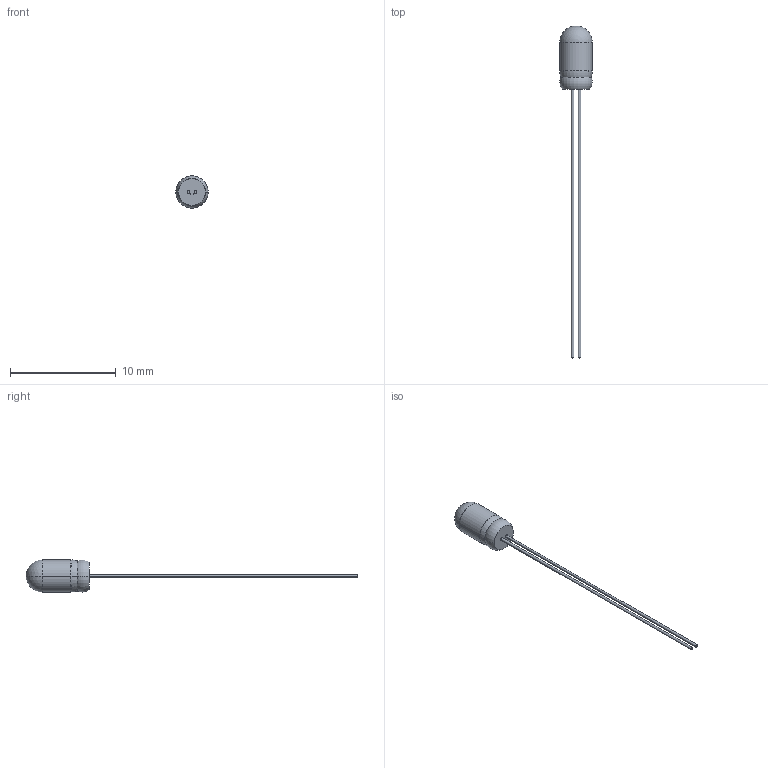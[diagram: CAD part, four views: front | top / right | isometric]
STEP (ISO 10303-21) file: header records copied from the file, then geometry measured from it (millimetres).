
FILE_DESCRIPTION (( 'STEP AP203' ), '1' );
FILE_NAME ('7219.STEP', '2017-09-12T17:05:53', ( '' ), ( '' ), 'SwSTEP 2.0', 'SolidWorks 2016', '' );
FILE_SCHEMA (( 'CONFIG_CONTROL_DESIGN' ));
Products named in the file (1): 7219
Bounding box: 3.05 x 31.37 x 3.05 mm (x, y, z)
Volume: 4.4 mm3; surface area: 173 mm2
Topology: 1 solids, 2 shells, 84 faces, 189 edges, 109 vertices
Faces by surface type: bspline 56, cylinder 8, plane 8, torus 8, sphere 4
Entity records: 41824 total; most frequent: CARTESIAN_POINT 40119, ORIENTED_EDGE 362, DIRECTION 313, EDGE_CURVE 181, AXIS2_PLACEMENT_3D 139, CIRCLE 110, VERTEX_POINT 105, EDGE_LOOP 92
